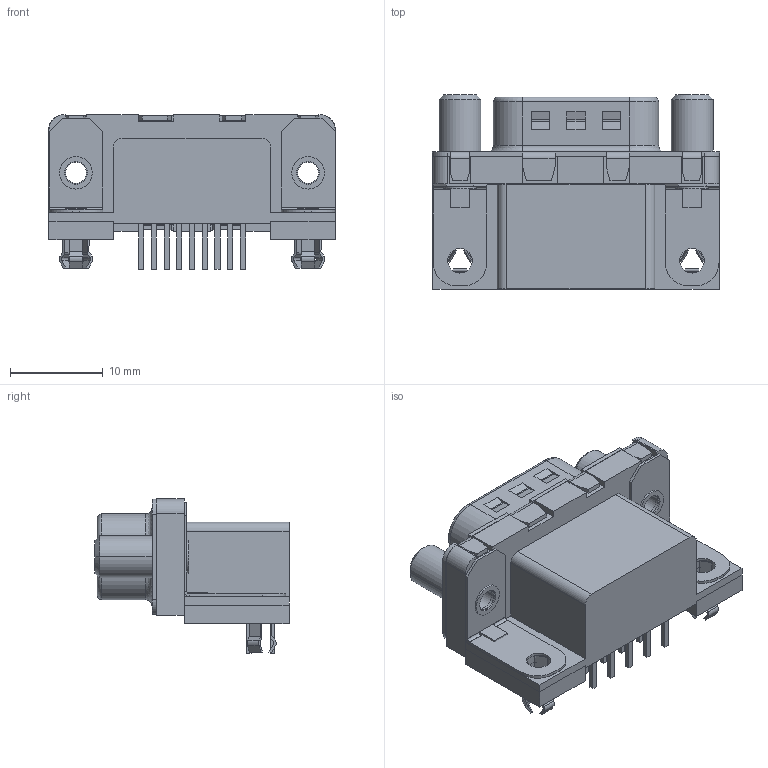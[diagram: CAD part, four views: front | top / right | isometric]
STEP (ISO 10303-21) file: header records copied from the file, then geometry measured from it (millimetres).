
FILE_DESCRIPTION((''),'2;1');
FILE_NAME('FCI_D09P13A4GV00LF.stp','2013-11-04T16:17:12',(''),(''),'Mechanical Desktop 2011','Mechanical Desktop 2011',', , ');
FILE_SCHEMA(('AUTOMOTIVE_DESIGN { 1 2 10303 214 1 1 1 1 }'));
Length unit declared in the file: millimetre
Products named in the file (1): Product
Bounding box: 30.9 x 20.9 x 16.63 mm (x, y, z)
Volume: 3803.5 mm3; surface area: 5481.2 mm2
Topology: 57 solids, 57 shells, 593 faces, 1406 edges, 916 vertices
Faces by surface type: plane 404, cylinder 136, bspline 36, sphere 9, cone 4, torus 4
Entity records: 16997 total; most frequent: CARTESIAN_POINT 3110, DIRECTION 2784, ORIENTED_EDGE 2776, EDGE_CURVE 1388, VECTOR 1108, LINE 1108, VERTEX_POINT 916, AXIS2_PLACEMENT_3D 838
